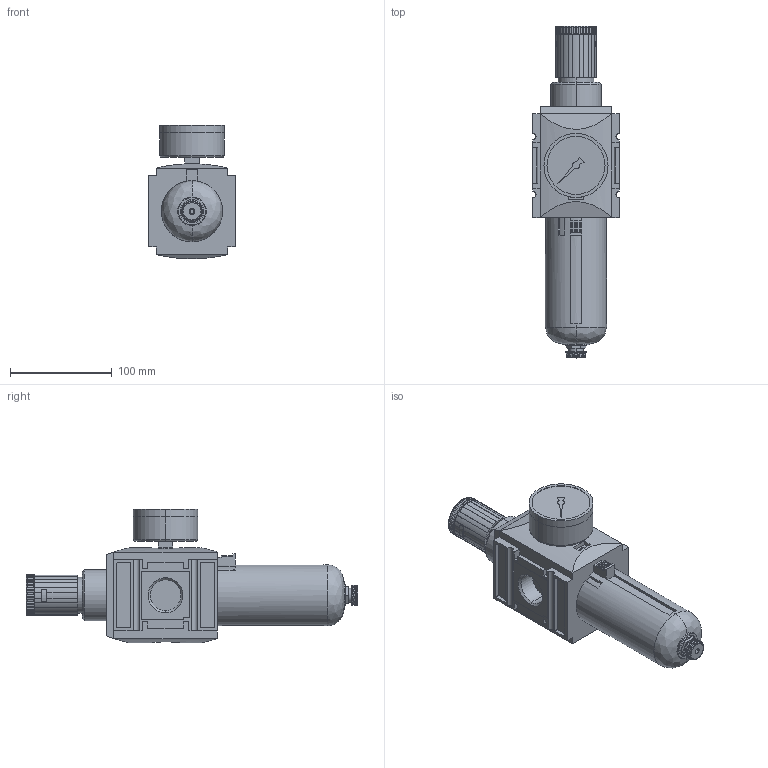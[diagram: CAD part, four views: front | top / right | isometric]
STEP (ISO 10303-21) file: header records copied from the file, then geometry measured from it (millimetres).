
FILE_DESCRIPTION (( 'STEP AP214' ), '1' );
FILE_NAME ('KN-KFRG401_16_G.STEP', '2018-08-30T11:19:20', ( '' ), ( '' ), 'SwSTEP 2.0', 'SolidWorks 2018', '' );
FILE_SCHEMA (( 'AUTOMOTIVE_DESIGN' ));
Length unit declared in the file: millimetre
Products named in the file (1): KN-KFRG401_16_G
Bounding box: 85 x 326 x 131.14 mm (x, y, z)
Volume: 1284689.5 mm3; surface area: 124878.9 mm2
Topology: 4 solids, 4 shells, 683 faces, 1790 edges, 1160 vertices
Faces by surface type: plane 314, cylinder 269, torus 62, cone 36, bspline 2
Entity records: 30279 total; most frequent: CARTESIAN_POINT 6015, ORIENTED_EDGE 3580, DIRECTION 3407, EDGE_CURVE 1790, AXIS2_PLACEMENT_3D 1274, VERTEX_POINT 1160, VECTOR 859, LINE 859
